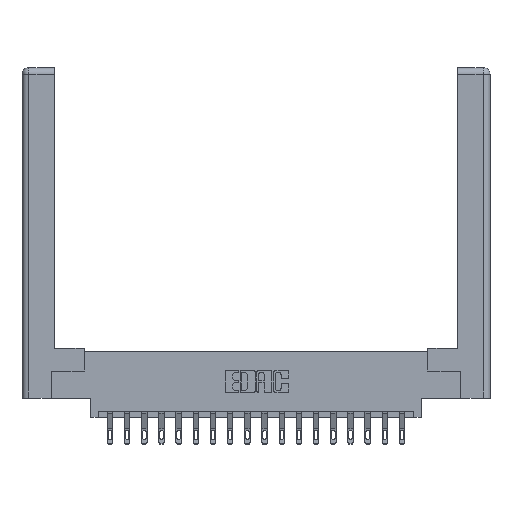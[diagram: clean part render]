
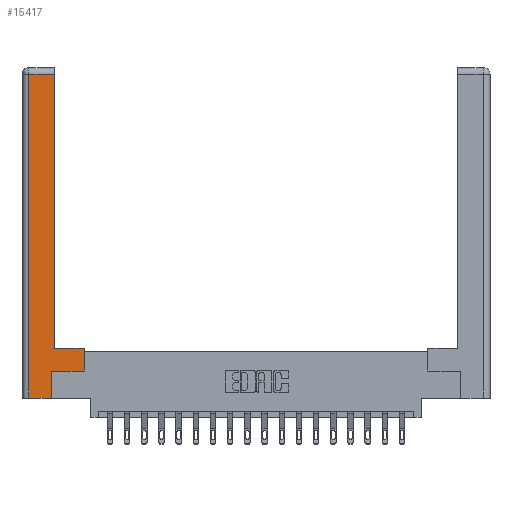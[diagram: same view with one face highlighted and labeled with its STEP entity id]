
A CAD part, top view. The second image highlights one B-rep face of the part: STEP entity #15417.
In plain terms, the highlighted planar face has unit normal (0, 0, 1).
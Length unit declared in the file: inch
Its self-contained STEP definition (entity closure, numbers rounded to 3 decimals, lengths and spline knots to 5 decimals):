
#81 = DIRECTION ( 'NONE',  ( 0., 0., -1. ) ) ;
#220 = LINE ( 'NONE', #11196, #8235 ) ;
#700 = DIRECTION ( 'NONE',  ( 1., 0., 0. ) ) ;
#909 = ORIENTED_EDGE ( 'NONE', *, *, #1865, .T. ) ;
#1581 = PLANE ( 'NONE',  #1777 ) ;
#1777 = AXIS2_PLACEMENT_3D ( 'NONE', #17251, #81, #10898 ) ;
#1865 = EDGE_CURVE ( 'NONE', #6982, #8857, #7721, .T. ) ;
#2334 = CARTESIAN_POINT ( 'NONE',  ( 0.565, 0.245, 0. ) ) ;
#2482 = VECTOR ( 'NONE', #700, 39.37008 ) ;
#2609 = CARTESIAN_POINT ( 'NONE',  ( 0.565, 0.45, 0. ) ) ;
#2663 = DIRECTION ( 'NONE',  ( 0., -1., 0. ) ) ;
#3504 = VERTEX_POINT ( 'NONE', #4061 ) ;
#3656 = CARTESIAN_POINT ( 'NONE',  ( 0.265, 0., 0. ) ) ;
#3856 = VECTOR ( 'NONE', #10295, 39.37008 ) ;
#4061 = CARTESIAN_POINT ( 'NONE',  ( 0.295, 0.45, 0. ) ) ;
#4171 = LINE ( 'NONE', #11214, #5395 ) ;
#4219 = CARTESIAN_POINT ( 'NONE',  ( 0.565, 0.245, 0. ) ) ;
#4314 = CARTESIAN_POINT ( 'NONE',  ( 0.295, 2.94, 0. ) ) ;
#5138 = VECTOR ( 'NONE', #18352, 39.37008 ) ;
#5182 = DIRECTION ( 'NONE',  ( -1., 0., 0. ) ) ;
#5243 = ORIENTED_EDGE ( 'NONE', *, *, #7556, .T. ) ;
#5339 = VERTEX_POINT ( 'NONE', #15457 ) ;
#5395 = VECTOR ( 'NONE', #5182, 39.37008 ) ;
#5602 = VECTOR ( 'NONE', #11812, 39.37008 ) ;
#5778 = CARTESIAN_POINT ( 'NONE',  ( 0.0615, 0., 0. ) ) ;
#6288 = LINE ( 'NONE', #2609, #5602 ) ;
#6617 = EDGE_CURVE ( 'NONE', #3504, #12986, #220, .T. ) ;
#6982 = VERTEX_POINT ( 'NONE', #8566 ) ;
#7556 = EDGE_CURVE ( 'NONE', #5339, #6982, #17731, .T. ) ;
#7721 = LINE ( 'NONE', #17817, #3856 ) ;
#8235 = VECTOR ( 'NONE', #9612, 39.37008 ) ;
#8361 = ORIENTED_EDGE ( 'NONE', *, *, #16503, .T. ) ;
#8464 = ORIENTED_EDGE ( 'NONE', *, *, #6617, .T. ) ;
#8566 = CARTESIAN_POINT ( 'NONE',  ( 0.0615, 0., 0. ) ) ;
#8833 = CARTESIAN_POINT ( 'NONE',  ( 0.265, 0.245, 0. ) ) ;
#8857 = VERTEX_POINT ( 'NONE', #3656 ) ;
#9139 = CARTESIAN_POINT ( 'NONE',  ( 0.295, 0.45, 0. ) ) ;
#9447 = VECTOR ( 'NONE', #12474, 39.37008 ) ;
#9504 = LINE ( 'NONE', #2334, #2482 ) ;
#9612 = DIRECTION ( 'NONE',  ( 0., 1., 0. ) ) ;
#10148 = VERTEX_POINT ( 'NONE', #4219 ) ;
#10295 = DIRECTION ( 'NONE',  ( 1., 0., 0. ) ) ;
#10529 = ORIENTED_EDGE ( 'NONE', *, *, #12181, .T. ) ;
#10898 = DIRECTION ( 'NONE',  ( -1., 0., 0. ) ) ;
#11196 = CARTESIAN_POINT ( 'NONE',  ( 0.295, 3., 0. ) ) ;
#11214 = CARTESIAN_POINT ( 'NONE',  ( 0.0615, 2.94, 0. ) ) ;
#11497 = EDGE_LOOP ( 'NONE', ( #8464, #10529, #5243, #909, #16523, #15208, #8361, #12812 ) ) ;
#11812 = DIRECTION ( 'NONE',  ( 0., 1., 0. ) ) ;
#12181 = EDGE_CURVE ( 'NONE', #12986, #5339, #4171, .T. ) ;
#12474 = DIRECTION ( 'NONE',  ( -1., 0., 0. ) ) ;
#12812 = ORIENTED_EDGE ( 'NONE', *, *, #19954, .T. ) ;
#12986 = VERTEX_POINT ( 'NONE', #4314 ) ;
#13184 = LINE ( 'NONE', #8833, #5138 ) ;
#13513 = CARTESIAN_POINT ( 'NONE',  ( 0.565, 0.45, 0. ) ) ;
#15058 = VECTOR ( 'NONE', #2663, 39.37008 ) ;
#15208 = ORIENTED_EDGE ( 'NONE', *, *, #15619, .T. ) ;
#15417 = ADVANCED_FACE ( 'NONE', ( #15899 ), #1581, .F. ) ;
#15457 = CARTESIAN_POINT ( 'NONE',  ( 0.0615, 2.94, 0. ) ) ;
#15619 = EDGE_CURVE ( 'NONE', #18055, #10148, #9504, .T. ) ;
#15899 = FACE_OUTER_BOUND ( 'NONE', #11497, .T. ) ;
#16155 = EDGE_CURVE ( 'NONE', #8857, #18055, #13184, .T. ) ;
#16503 = EDGE_CURVE ( 'NONE', #10148, #16506, #6288, .T. ) ;
#16506 = VERTEX_POINT ( 'NONE', #13513 ) ;
#16523 = ORIENTED_EDGE ( 'NONE', *, *, #16155, .T. ) ;
#17251 = CARTESIAN_POINT ( 'NONE',  ( 0., 0., 0. ) ) ;
#17731 = LINE ( 'NONE', #5778, #15058 ) ;
#17817 = CARTESIAN_POINT ( 'NONE',  ( 0.265, 0., 0. ) ) ;
#18055 = VERTEX_POINT ( 'NONE', #18285 ) ;
#18285 = CARTESIAN_POINT ( 'NONE',  ( 0.265, 0.245, 0. ) ) ;
#18352 = DIRECTION ( 'NONE',  ( 0., 1., 0. ) ) ;
#19518 = LINE ( 'NONE', #9139, #9447 ) ;
#19954 = EDGE_CURVE ( 'NONE', #16506, #3504, #19518, .T. ) ;
